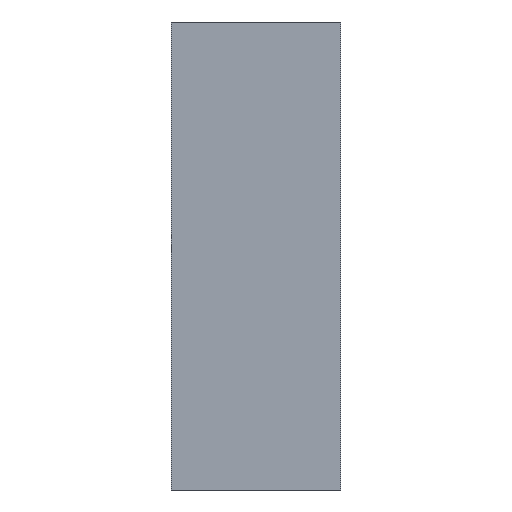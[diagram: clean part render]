
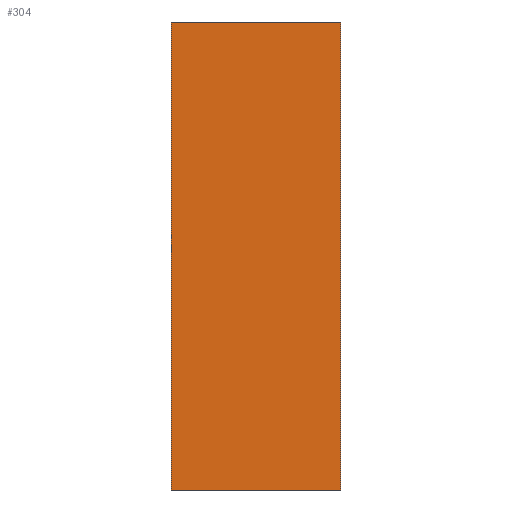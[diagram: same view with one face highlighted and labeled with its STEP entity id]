
A CAD part, front view. The second image highlights one B-rep face of the part: STEP entity #304.
In plain terms, the highlighted planar face has unit normal (0, -1, 0).
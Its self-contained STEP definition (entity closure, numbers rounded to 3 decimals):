
#59 = ORIENTED_EDGE ( 'NONE', *, *, #260, .T. ) ;
#60 = EDGE_LOOP ( 'NONE', ( #59, #66, #97, #63 ) ) ;
#63 = ORIENTED_EDGE ( 'NONE', *, *, #258, .T. ) ;
#66 = ORIENTED_EDGE ( 'NONE', *, *, #264, .F. ) ;
#97 = ORIENTED_EDGE ( 'NONE', *, *, #338, .F. ) ;
#119 = VECTOR ( 'NONE', #363, 1000. ) ;
#126 = LINE ( 'NONE', #388, #119 ) ;
#127 = LINE ( 'NONE', #389, #134 ) ;
#128 = FACE_OUTER_BOUND ( 'NONE', #60, .T. ) ;
#134 = VECTOR ( 'NONE', #437, 1000. ) ;
#153 = LINE ( 'NONE', #397, #174 ) ;
#174 = VECTOR ( 'NONE', #433, 1000. ) ;
#199 = VECTOR ( 'NONE', #525, 1000. ) ;
#210 = LINE ( 'NONE', #524, #199 ) ;
#258 = EDGE_CURVE ( 'NONE', #597, #590, #126, .T. ) ;
#260 = EDGE_CURVE ( 'NONE', #590, #588, #153, .T. ) ;
#264 = EDGE_CURVE ( 'NONE', #582, #588, #127, .T. ) ;
#272 = AXIS2_PLACEMENT_3D ( 'NONE', #402, #434, #415 ) ;
#304 = ADVANCED_FACE ( 'NONE', ( #128 ), #401, .F. ) ;
#338 = EDGE_CURVE ( 'NONE', #597, #582, #210, .T. ) ;
#363 = DIRECTION ( 'NONE',  ( -1., 0., 0. ) ) ;
#388 = CARTESIAN_POINT ( 'NONE',  ( 18., 0., 0. ) ) ;
#389 = CARTESIAN_POINT ( 'NONE',  ( 18., 0., -49.7 ) ) ;
#397 = CARTESIAN_POINT ( 'NONE',  ( 0., 0., -49.7 ) ) ;
#401 = PLANE ( 'NONE',  #272 ) ;
#402 = CARTESIAN_POINT ( 'NONE',  ( 18., 0., -49.7 ) ) ;
#415 = DIRECTION ( 'NONE',  ( 0., 0., 1. ) ) ;
#433 = DIRECTION ( 'NONE',  ( 0., 0., -1. ) ) ;
#434 = DIRECTION ( 'NONE',  ( 0., 1., 0. ) ) ;
#437 = DIRECTION ( 'NONE',  ( -1., 0., 0. ) ) ;
#524 = CARTESIAN_POINT ( 'NONE',  ( 18., 0., -49.7 ) ) ;
#525 = DIRECTION ( 'NONE',  ( 0., 0., -1. ) ) ;
#534 = CARTESIAN_POINT ( 'NONE',  ( 0., 0., 0. ) ) ;
#546 = CARTESIAN_POINT ( 'NONE',  ( 18., 0., -49.7 ) ) ;
#549 = CARTESIAN_POINT ( 'NONE',  ( 0., 0., -49.7 ) ) ;
#556 = CARTESIAN_POINT ( 'NONE',  ( 18., 0., 0. ) ) ;
#582 = VERTEX_POINT ( 'NONE', #546 ) ;
#588 = VERTEX_POINT ( 'NONE', #549 ) ;
#590 = VERTEX_POINT ( 'NONE', #534 ) ;
#597 = VERTEX_POINT ( 'NONE', #556 ) ;
